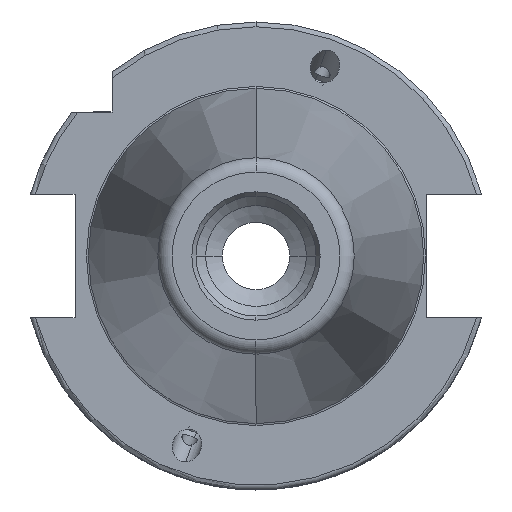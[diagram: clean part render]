
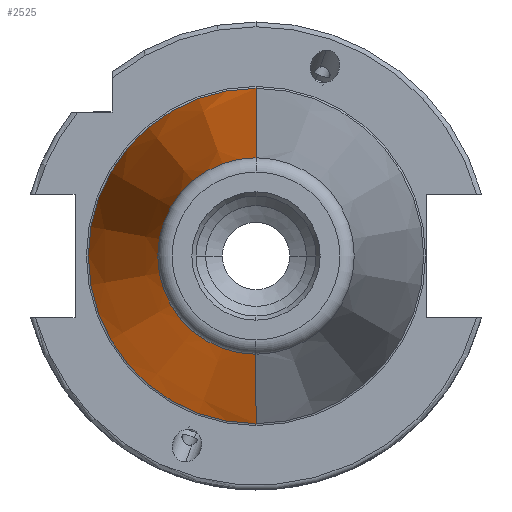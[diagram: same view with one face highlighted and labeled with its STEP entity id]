
A CAD part, left-side view. The second image highlights one B-rep face of the part: STEP entity #2525.
In plain terms, the highlighted conical face has half-angle 8.297 degrees and reference radius 34.925 mm.
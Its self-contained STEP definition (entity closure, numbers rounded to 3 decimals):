
#347 = CIRCLE ( 'NONE', #9413, 20.461 ) ;
#472 = ORIENTED_EDGE ( 'NONE', *, *, #5538, .F. ) ;
#1569 = CIRCLE ( 'NONE', #5333, 34.925 ) ;
#1838 = DIRECTION ( 'NONE',  ( 1., 0., 0. ) ) ;
#2065 = CARTESIAN_POINT ( 'NONE',  ( -99.183, 0., 0. ) ) ;
#2525 = ADVANCED_FACE ( 'NONE', ( #4783 ), #4925, .T. ) ;
#3027 = AXIS2_PLACEMENT_3D ( 'NONE', #9099, #1838, #3893 ) ;
#3196 = CARTESIAN_POINT ( 'NONE',  ( -99.183, -20.461, 0. ) ) ;
#3540 = EDGE_CURVE ( 'NONE', #4949, #3810, #1569, .T. ) ;
#3722 = LINE ( 'NONE', #10944, #6070 ) ;
#3810 = VERTEX_POINT ( 'NONE', #9192 ) ;
#3893 = DIRECTION ( 'NONE',  ( 0., 1., 0. ) ) ;
#4016 = DIRECTION ( 'NONE',  ( -1., 0., 0. ) ) ;
#4515 = DIRECTION ( 'NONE',  ( 0.99, 0.144, 0. ) ) ;
#4783 = FACE_OUTER_BOUND ( 'NONE', #9848, .T. ) ;
#4925 = CONICAL_SURFACE ( 'NONE', #3027, 34.925, 0.145 ) ;
#4949 = VERTEX_POINT ( 'NONE', #7947 ) ;
#5310 = DIRECTION ( 'NONE',  ( 0., -1., 0. ) ) ;
#5333 = AXIS2_PLACEMENT_3D ( 'NONE', #5687, #4016, #11245 ) ;
#5409 = LINE ( 'NONE', #9900, #6232 ) ;
#5538 = EDGE_CURVE ( 'NONE', #9515, #6570, #347, .T. ) ;
#5623 = CARTESIAN_POINT ( 'NONE',  ( -99.183, 20.461, 0. ) ) ;
#5687 = CARTESIAN_POINT ( 'NONE',  ( 0., 0., 0. ) ) ;
#6070 = VECTOR ( 'NONE', #10046, 1000. ) ;
#6232 = VECTOR ( 'NONE', #4515, 1000. ) ;
#6284 = EDGE_CURVE ( 'NONE', #6570, #3810, #5409, .T. ) ;
#6570 = VERTEX_POINT ( 'NONE', #5623 ) ;
#7947 = CARTESIAN_POINT ( 'NONE',  ( 0., -34.925, 0. ) ) ;
#8467 = ORIENTED_EDGE ( 'NONE', *, *, #10265, .T. ) ;
#8909 = DIRECTION ( 'NONE',  ( -1., 0., 0. ) ) ;
#9099 = CARTESIAN_POINT ( 'NONE',  ( 0., 0., 0. ) ) ;
#9192 = CARTESIAN_POINT ( 'NONE',  ( 0., 34.925, 0. ) ) ;
#9317 = ORIENTED_EDGE ( 'NONE', *, *, #6284, .F. ) ;
#9413 = AXIS2_PLACEMENT_3D ( 'NONE', #2065, #8909, #5310 ) ;
#9515 = VERTEX_POINT ( 'NONE', #3196 ) ;
#9848 = EDGE_LOOP ( 'NONE', ( #472, #8467, #10537, #9317 ) ) ;
#9900 = CARTESIAN_POINT ( 'NONE',  ( 0., 34.925, 0. ) ) ;
#10046 = DIRECTION ( 'NONE',  ( 0.99, -0.144, 0. ) ) ;
#10265 = EDGE_CURVE ( 'NONE', #9515, #4949, #3722, .T. ) ;
#10537 = ORIENTED_EDGE ( 'NONE', *, *, #3540, .T. ) ;
#10944 = CARTESIAN_POINT ( 'NONE',  ( 0., -34.925, 0. ) ) ;
#11245 = DIRECTION ( 'NONE',  ( 0., -1., 0. ) ) ;
